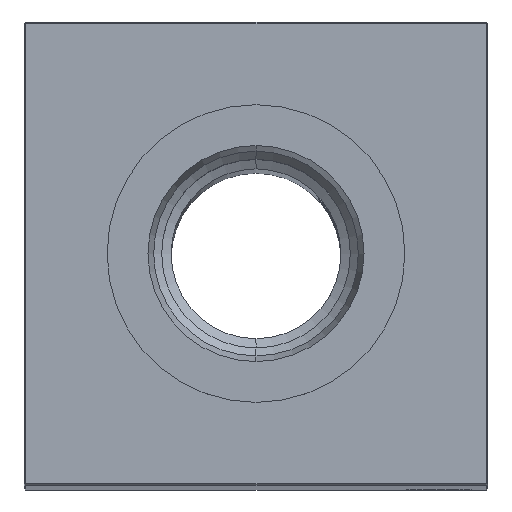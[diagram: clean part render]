
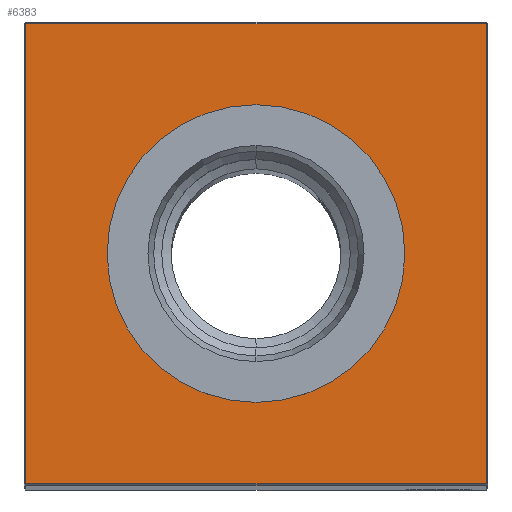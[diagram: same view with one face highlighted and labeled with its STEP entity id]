
A CAD part, top view. The second image highlights one B-rep face of the part: STEP entity #6383.
In plain terms, the highlighted planar face has unit normal (0, 0, 1).
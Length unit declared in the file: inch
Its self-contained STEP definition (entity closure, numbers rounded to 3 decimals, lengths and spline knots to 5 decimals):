
#122 = CARTESIAN_POINT ( 'NONE',  ( -1.49, -1.49, 18.25 ) ) ;
#336 = LINE ( 'NONE', #4520, #6077 ) ;
#404 = VERTEX_POINT ( 'NONE', #12145 ) ;
#692 = AXIS2_PLACEMENT_3D ( 'NONE', #15643, #3115, #13185 ) ;
#3115 = DIRECTION ( 'NONE',  ( 0., 0., -1. ) ) ;
#3373 = EDGE_CURVE ( 'NONE', #404, #23819, #5437, .T. ) ;
#3507 = VERTEX_POINT ( 'NONE', #21203 ) ;
#3791 = CARTESIAN_POINT ( 'NONE',  ( 1.49, 0., 18.25 ) ) ;
#3873 = FACE_OUTER_BOUND ( 'NONE', #9467, .T. ) ;
#4014 = FACE_BOUND ( 'NONE', #26318, .T. ) ;
#4520 = CARTESIAN_POINT ( 'NONE',  ( 0., -1.49, 18.25 ) ) ;
#5437 = CIRCLE ( 'NONE', #692, 0.96457 ) ;
#5512 = VERTEX_POINT ( 'NONE', #19015 ) ;
#6077 = VECTOR ( 'NONE', #6305, 39.37008 ) ;
#6305 = DIRECTION ( 'NONE',  ( 1., 0., 0. ) ) ;
#6383 = ADVANCED_FACE ( 'NONE', ( #3873, #4014 ), #12162, .F. ) ;
#6892 = VERTEX_POINT ( 'NONE', #122 ) ;
#7392 = CARTESIAN_POINT ( 'NONE',  ( -1.49, 0., 18.25 ) ) ;
#7519 = DIRECTION ( 'NONE',  ( 0., -1., 0. ) ) ;
#7818 = DIRECTION ( 'NONE',  ( 0., 0., -1. ) ) ;
#8379 = ORIENTED_EDGE ( 'NONE', *, *, #18736, .T. ) ;
#9129 = ORIENTED_EDGE ( 'NONE', *, *, #21378, .T. ) ;
#9293 = LINE ( 'NONE', #7392, #12591 ) ;
#9467 = EDGE_LOOP ( 'NONE', ( #16456, #8379, #18892, #15148 ) ) ;
#10005 = VECTOR ( 'NONE', #22978, 39.37008 ) ;
#11563 = EDGE_CURVE ( 'NONE', #3507, #5512, #24451, .T. ) ;
#12145 = CARTESIAN_POINT ( 'NONE',  ( 0., -0.96457, 18.25 ) ) ;
#12162 = PLANE ( 'NONE',  #12315 ) ;
#12315 = AXIS2_PLACEMENT_3D ( 'NONE', #18451, #7818, #26740 ) ;
#12587 = CARTESIAN_POINT ( 'NONE',  ( -1.49, 1.49, 18.25 ) ) ;
#12591 = VECTOR ( 'NONE', #7519, 39.37008 ) ;
#12640 = DIRECTION ( 'NONE',  ( -1., 0., 0. ) ) ;
#13185 = DIRECTION ( 'NONE',  ( -1., 0., 0. ) ) ;
#13207 = ORIENTED_EDGE ( 'NONE', *, *, #3373, .T. ) ;
#14432 = CARTESIAN_POINT ( 'NONE',  ( 0., 1.49, 18.25 ) ) ;
#15148 = ORIENTED_EDGE ( 'NONE', *, *, #23493, .T. ) ;
#15643 = CARTESIAN_POINT ( 'NONE',  ( 0., 0., 18.25 ) ) ;
#16456 = ORIENTED_EDGE ( 'NONE', *, *, #25010, .T. ) ;
#18357 = DIRECTION ( 'NONE',  ( 0., 1., 0. ) ) ;
#18451 = CARTESIAN_POINT ( 'NONE',  ( 0., 0., 18.25 ) ) ;
#18736 = EDGE_CURVE ( 'NONE', #6892, #3507, #336, .T. ) ;
#18770 = CIRCLE ( 'NONE', #21341, 0.96457 ) ;
#18892 = ORIENTED_EDGE ( 'NONE', *, *, #11563, .T. ) ;
#19015 = CARTESIAN_POINT ( 'NONE',  ( 1.49, 1.49, 18.25 ) ) ;
#19060 = CARTESIAN_POINT ( 'NONE',  ( 0., 0., 18.25 ) ) ;
#20412 = CARTESIAN_POINT ( 'NONE',  ( 0., 0.96457, 18.25 ) ) ;
#20727 = VECTOR ( 'NONE', #18357, 39.37008 ) ;
#21203 = CARTESIAN_POINT ( 'NONE',  ( 1.49, -1.49, 18.25 ) ) ;
#21341 = AXIS2_PLACEMENT_3D ( 'NONE', #19060, #25291, #12640 ) ;
#21378 = EDGE_CURVE ( 'NONE', #23819, #404, #18770, .T. ) ;
#22893 = VERTEX_POINT ( 'NONE', #12587 ) ;
#22978 = DIRECTION ( 'NONE',  ( -1., 0., 0. ) ) ;
#23493 = EDGE_CURVE ( 'NONE', #5512, #22893, #25020, .T. ) ;
#23819 = VERTEX_POINT ( 'NONE', #20412 ) ;
#24451 = LINE ( 'NONE', #3791, #20727 ) ;
#25010 = EDGE_CURVE ( 'NONE', #22893, #6892, #9293, .T. ) ;
#25020 = LINE ( 'NONE', #14432, #10005 ) ;
#25291 = DIRECTION ( 'NONE',  ( 0., 0., -1. ) ) ;
#26318 = EDGE_LOOP ( 'NONE', ( #9129, #13207 ) ) ;
#26740 = DIRECTION ( 'NONE',  ( -1., 0., 0. ) ) ;
